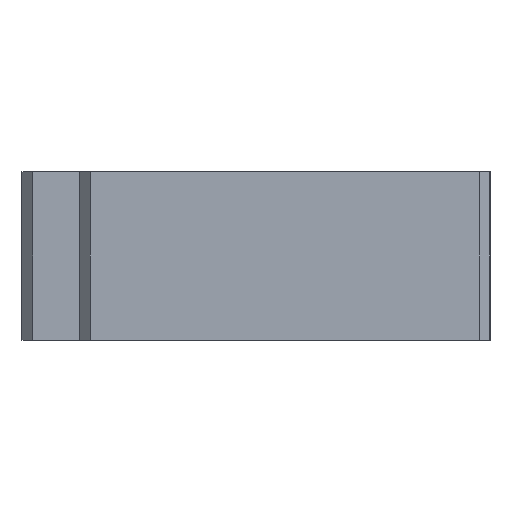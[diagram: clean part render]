
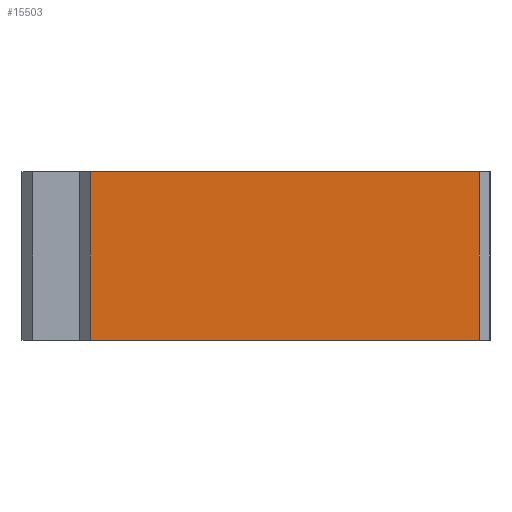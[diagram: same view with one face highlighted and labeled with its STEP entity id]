
A CAD part, left-side view. The second image highlights one B-rep face of the part: STEP entity #15503.
In plain terms, the highlighted planar face has unit normal (-1, 0, 0).
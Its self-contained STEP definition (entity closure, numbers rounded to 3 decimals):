
#627 = CARTESIAN_POINT ( 'NONE',  ( -98.298, 45.115, 16. ) ) ;
#642 = LINE ( 'NONE', #20714, #18595 ) ;
#682 = EDGE_CURVE ( 'NONE', #3472, #10134, #30033, .T. ) ;
#1852 = VERTEX_POINT ( 'NONE', #17072 ) ;
#2118 = PLANE ( 'NONE',  #12746 ) ;
#3166 = EDGE_CURVE ( 'NONE', #10134, #21948, #3555, .T. ) ;
#3472 = VERTEX_POINT ( 'NONE', #4403 ) ;
#3555 = LINE ( 'NONE', #627, #27718 ) ;
#4403 = CARTESIAN_POINT ( 'NONE',  ( -98.298, -28.885, 16. ) ) ;
#4472 = CARTESIAN_POINT ( 'NONE',  ( -98.298, -28.885, 16. ) ) ;
#4574 = DIRECTION ( 'NONE',  ( 0., 0., -1. ) ) ;
#5135 = CARTESIAN_POINT ( 'NONE',  ( -98.298, 58.115, 16. ) ) ;
#6061 = ORIENTED_EDGE ( 'NONE', *, *, #682, .T. ) ;
#10134 = VERTEX_POINT ( 'NONE', #11658 ) ;
#11046 = CARTESIAN_POINT ( 'NONE',  ( -98.298, -28.885, 16. ) ) ;
#11658 = CARTESIAN_POINT ( 'NONE',  ( -98.298, 45.115, 16. ) ) ;
#12206 = DIRECTION ( 'NONE',  ( 0., 1., 0. ) ) ;
#12746 = AXIS2_PLACEMENT_3D ( 'NONE', #4472, #18590, #4574 ) ;
#13088 = DIRECTION ( 'NONE',  ( 0., 0., -1. ) ) ;
#13156 = ORIENTED_EDGE ( 'NONE', *, *, #3166, .T. ) ;
#13687 = ORIENTED_EDGE ( 'NONE', *, *, #23966, .F. ) ;
#14415 = LINE ( 'NONE', #11046, #15548 ) ;
#15503 = ADVANCED_FACE ( 'NONE', ( #28753 ), #2118, .F. ) ;
#15548 = VECTOR ( 'NONE', #13088, 1000. ) ;
#16358 = DIRECTION ( 'NONE',  ( 0., 1., 0. ) ) ;
#16686 = DIRECTION ( 'NONE',  ( 0., 0., -1. ) ) ;
#16868 = EDGE_CURVE ( 'NONE', #3472, #1852, #14415, .T. ) ;
#17072 = CARTESIAN_POINT ( 'NONE',  ( -98.298, -28.885, -16. ) ) ;
#18590 = DIRECTION ( 'NONE',  ( 1., 0., 0. ) ) ;
#18595 = VECTOR ( 'NONE', #16358, 1000. ) ;
#20714 = CARTESIAN_POINT ( 'NONE',  ( -98.298, -28.885, -16. ) ) ;
#21646 = ORIENTED_EDGE ( 'NONE', *, *, #16868, .F. ) ;
#21948 = VERTEX_POINT ( 'NONE', #28540 ) ;
#22751 = VECTOR ( 'NONE', #12206, 1000. ) ;
#23966 = EDGE_CURVE ( 'NONE', #1852, #21948, #642, .T. ) ;
#27536 = EDGE_LOOP ( 'NONE', ( #21646, #6061, #13156, #13687 ) ) ;
#27718 = VECTOR ( 'NONE', #16686, 1000. ) ;
#28540 = CARTESIAN_POINT ( 'NONE',  ( -98.298, 45.115, -16. ) ) ;
#28753 = FACE_OUTER_BOUND ( 'NONE', #27536, .T. ) ;
#30033 = LINE ( 'NONE', #5135, #22751 ) ;
